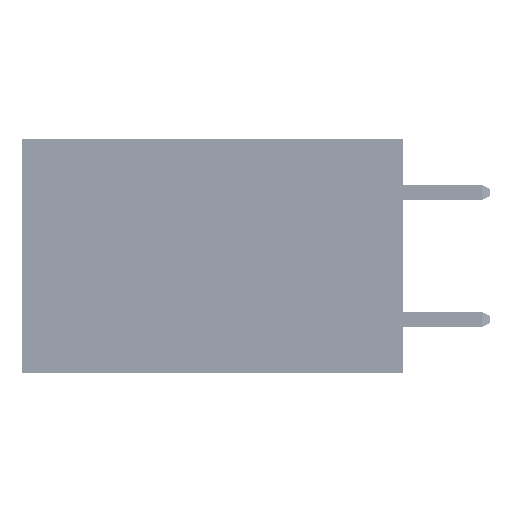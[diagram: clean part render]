
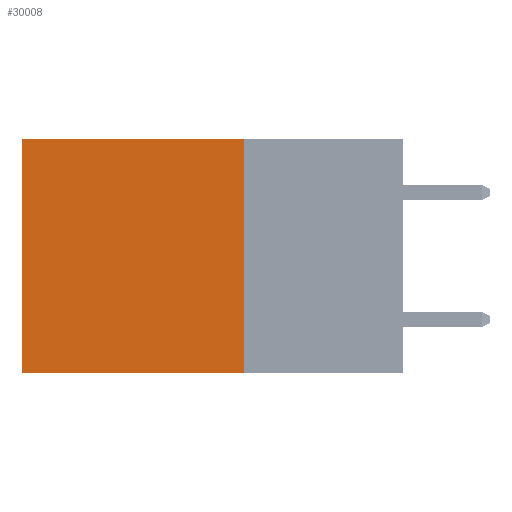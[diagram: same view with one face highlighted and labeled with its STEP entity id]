
A CAD part, left-side view. The second image highlights one B-rep face of the part: STEP entity #30008.
In plain terms, the highlighted planar face has unit normal (-1, 0, 0).
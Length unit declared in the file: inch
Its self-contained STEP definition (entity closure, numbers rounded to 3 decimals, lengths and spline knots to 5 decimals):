
#78 = VERTEX_POINT ( 'NONE', #36396 ) ;
#1066 = DIRECTION ( 'NONE',  ( 1., 0., 0. ) ) ;
#1857 = EDGE_LOOP ( 'NONE', ( #4305, #24365, #25945, #14570 ) ) ;
#3285 = VECTOR ( 'NONE', #13052, 39.37008 ) ;
#4305 = ORIENTED_EDGE ( 'NONE', *, *, #13916, .T. ) ;
#6288 = EDGE_CURVE ( 'NONE', #35756, #9865, #19572, .T. ) ;
#7414 = LINE ( 'NONE', #10983, #15613 ) ;
#7726 = FACE_OUTER_BOUND ( 'NONE', #1857, .T. ) ;
#7973 = LINE ( 'NONE', #15599, #14109 ) ;
#9865 = VERTEX_POINT ( 'NONE', #36026 ) ;
#10259 = CARTESIAN_POINT ( 'NONE',  ( 0.2875, 0.6, -0.37 ) ) ;
#10983 = CARTESIAN_POINT ( 'NONE',  ( 0.2875, 0.25, -0.37 ) ) ;
#13052 = DIRECTION ( 'NONE',  ( 0., 0., -1. ) ) ;
#13916 = EDGE_CURVE ( 'NONE', #78, #49042, #40827, .T. ) ;
#14109 = VECTOR ( 'NONE', #35199, 39.37008 ) ;
#14570 = ORIENTED_EDGE ( 'NONE', *, *, #33313, .T. ) ;
#15599 = CARTESIAN_POINT ( 'NONE',  ( 0.2875, 0.25, 0. ) ) ;
#15613 = VECTOR ( 'NONE', #18365, 39.37008 ) ;
#18365 = DIRECTION ( 'NONE',  ( 0., 1., 0. ) ) ;
#19572 = LINE ( 'NONE', #46343, #41780 ) ;
#20350 = AXIS2_PLACEMENT_3D ( 'NONE', #38768, #1066, #28035 ) ;
#23235 = PLANE ( 'NONE',  #20350 ) ;
#24365 = ORIENTED_EDGE ( 'NONE', *, *, #31747, .F. ) ;
#25945 = ORIENTED_EDGE ( 'NONE', *, *, #6288, .F. ) ;
#28035 = DIRECTION ( 'NONE',  ( 0., 0., -1. ) ) ;
#30008 = ADVANCED_FACE ( 'NONE', ( #7726 ), #23235, .F. ) ;
#31026 = DIRECTION ( 'NONE',  ( 0., 0., -1. ) ) ;
#31747 = EDGE_CURVE ( 'NONE', #9865, #49042, #7414, .T. ) ;
#33313 = EDGE_CURVE ( 'NONE', #35756, #78, #7973, .T. ) ;
#35199 = DIRECTION ( 'NONE',  ( 0., 1., 0. ) ) ;
#35756 = VERTEX_POINT ( 'NONE', #49086 ) ;
#36026 = CARTESIAN_POINT ( 'NONE',  ( 0.2875, 0.25, -0.37 ) ) ;
#36396 = CARTESIAN_POINT ( 'NONE',  ( 0.2875, 0.6, 0. ) ) ;
#38768 = CARTESIAN_POINT ( 'NONE',  ( 0.2875, 0.25, 0. ) ) ;
#40827 = LINE ( 'NONE', #43891, #3285 ) ;
#41780 = VECTOR ( 'NONE', #31026, 39.37008 ) ;
#43891 = CARTESIAN_POINT ( 'NONE',  ( 0.2875, 0.6, 0. ) ) ;
#46343 = CARTESIAN_POINT ( 'NONE',  ( 0.2875, 0.25, 0. ) ) ;
#49042 = VERTEX_POINT ( 'NONE', #10259 ) ;
#49086 = CARTESIAN_POINT ( 'NONE',  ( 0.2875, 0.25, 0. ) ) ;
